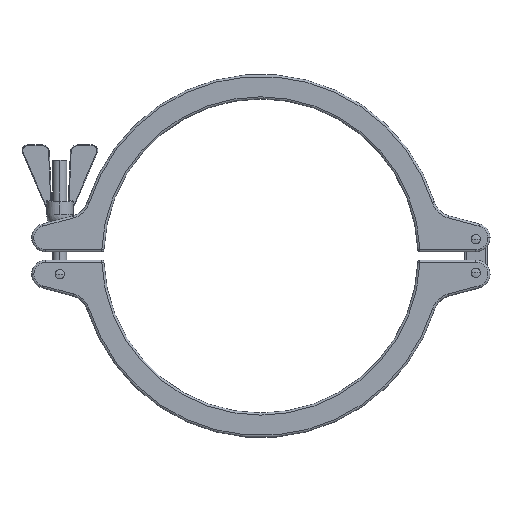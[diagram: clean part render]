
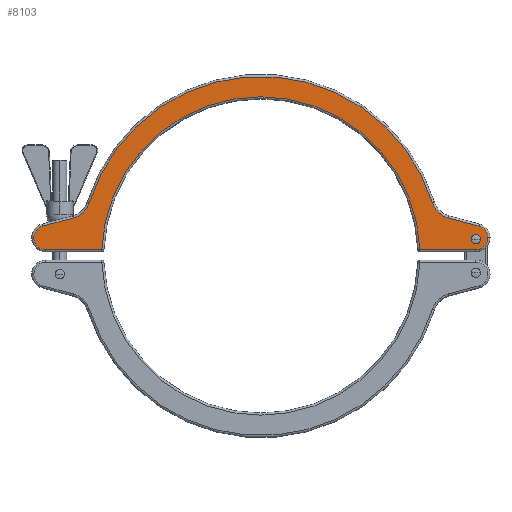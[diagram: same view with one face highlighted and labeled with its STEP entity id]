
A CAD part, top view. The second image highlights one B-rep face of the part: STEP entity #8103.
In plain terms, the highlighted planar face has unit normal (0, 0, 1).
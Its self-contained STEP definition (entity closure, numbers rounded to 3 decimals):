
#73 = CIRCLE ( 'NONE', #15014, 16.5 ) ;
#93 = CARTESIAN_POINT ( 'NONE',  ( -111.71, 4.5, 12. ) ) ;
#223 = VERTEX_POINT ( 'NONE', #11451 ) ;
#312 = ORIENTED_EDGE ( 'NONE', *, *, #2614, .T. ) ;
#479 = ORIENTED_EDGE ( 'NONE', *, *, #12151, .T. ) ;
#738 = EDGE_CURVE ( 'NONE', #6119, #15458, #15502, .T. ) ;
#986 = ORIENTED_EDGE ( 'NONE', *, *, #9450, .T. ) ;
#1294 = ORIENTED_EDGE ( 'NONE', *, *, #11265, .T. ) ;
#1382 = ORIENTED_EDGE ( 'NONE', *, *, #5437, .T. ) ;
#1578 = LINE ( 'NONE', #9925, #2519 ) ;
#1965 = CIRCLE ( 'NONE', #2217, 113.25 ) ;
#2217 = AXIS2_PLACEMENT_3D ( 'NONE', #9329, #10784, #9491 ) ;
#2519 = VECTOR ( 'NONE', #7420, 1000. ) ;
#2595 = VERTEX_POINT ( 'NONE', #15065 ) ;
#2614 = EDGE_CURVE ( 'NONE', #6478, #4031, #73, .T. ) ;
#2636 = AXIS2_PLACEMENT_3D ( 'NONE', #9769, #8373, #5979 ) ;
#2762 = DIRECTION ( 'NONE',  ( 0., 0., -1. ) ) ;
#2879 = ORIENTED_EDGE ( 'NONE', *, *, #6404, .T. ) ;
#2887 = CARTESIAN_POINT ( 'NONE',  ( 113.161, 4.5, 12. ) ) ;
#2937 = CARTESIAN_POINT ( 'NONE',  ( 156.3, 12., 12. ) ) ;
#2941 = EDGE_CURVE ( 'NONE', #15136, #3586, #7177, .T. ) ;
#3188 = DIRECTION ( 'NONE',  ( 1., 0., 0. ) ) ;
#3277 = AXIS2_PLACEMENT_3D ( 'NONE', #10605, #5609, #3188 ) ;
#3295 = CARTESIAN_POINT ( 'NONE',  ( -153., 4.5, 12. ) ) ;
#3422 = VECTOR ( 'NONE', #12889, 1000. ) ;
#3478 = PLANE ( 'NONE',  #2636 ) ;
#3586 = VERTEX_POINT ( 'NONE', #14127 ) ;
#3594 = DIRECTION ( 'NONE',  ( 0., 0., 1. ) ) ;
#3944 = AXIS2_PLACEMENT_3D ( 'NONE', #4998, #12316, #14491 ) ;
#4031 = VERTEX_POINT ( 'NONE', #6197 ) ;
#4211 = AXIS2_PLACEMENT_3D ( 'NONE', #10822, #13306, #14357 ) ;
#4306 = AXIS2_PLACEMENT_3D ( 'NONE', #4807, #3594, #8487 ) ;
#4438 = ORIENTED_EDGE ( 'NONE', *, *, #738, .F. ) ;
#4489 = CARTESIAN_POINT ( 'NONE',  ( -153., 13., 12. ) ) ;
#4777 = CARTESIAN_POINT ( 'NONE',  ( 153., 4.5, 12. ) ) ;
#4807 = CARTESIAN_POINT ( 'NONE',  ( 153., 12., 12. ) ) ;
#4855 = FACE_OUTER_BOUND ( 'NONE', #10244, .T. ) ;
#4998 = CARTESIAN_POINT ( 'NONE',  ( 153., 13., 12. ) ) ;
#5135 = DIRECTION ( 'NONE',  ( 1., 0., 0. ) ) ;
#5208 = LINE ( 'NONE', #93, #10831 ) ;
#5331 = CARTESIAN_POINT ( 'NONE',  ( 133.427, 27.044, 12. ) ) ;
#5437 = EDGE_CURVE ( 'NONE', #14316, #2595, #5208, .T. ) ;
#5609 = DIRECTION ( 'NONE',  ( 0., 0., 1. ) ) ;
#5979 = DIRECTION ( 'NONE',  ( 1., 0., 0. ) ) ;
#6119 = VERTEX_POINT ( 'NONE', #2937 ) ;
#6197 = CARTESIAN_POINT ( 'NONE',  ( -133.427, 27.044, 12. ) ) ;
#6224 = CIRCLE ( 'NONE', #8010, 16.5 ) ;
#6282 = ORIENTED_EDGE ( 'NONE', *, *, #9520, .T. ) ;
#6404 = EDGE_CURVE ( 'NONE', #9328, #12642, #6224, .T. ) ;
#6478 = VERTEX_POINT ( 'NONE', #14125 ) ;
#6703 = ORIENTED_EDGE ( 'NONE', *, *, #2941, .T. ) ;
#6867 = VECTOR ( 'NONE', #10584, 1000. ) ;
#7177 = CIRCLE ( 'NONE', #14372, 8.5 ) ;
#7420 = DIRECTION ( 'NONE',  ( -0.966, -0.259, 0. ) ) ;
#7666 = DIRECTION ( 'NONE',  ( 1., 0., 0. ) ) ;
#7818 = DIRECTION ( 'NONE',  ( 0., 0., -1. ) ) ;
#7993 = VERTEX_POINT ( 'NONE', #4777 ) ;
#8010 = AXIS2_PLACEMENT_3D ( 'NONE', #11401, #2762, #11320 ) ;
#8103 = ADVANCED_FACE ( 'NONE', ( #4855, #14344 ), #3478, .T. ) ;
#8307 = VERTEX_POINT ( 'NONE', #2887 ) ;
#8373 = DIRECTION ( 'NONE',  ( 0., 0., 1. ) ) ;
#8487 = DIRECTION ( 'NONE',  ( 1., 0., 0. ) ) ;
#8679 = CIRCLE ( 'NONE', #15367, 8.5 ) ;
#9015 = DIRECTION ( 'NONE',  ( 1., 0., 0. ) ) ;
#9039 = CARTESIAN_POINT ( 'NONE',  ( -137.697, 42.982, 12. ) ) ;
#9305 = DIRECTION ( 'NONE',  ( 1., 0., 0. ) ) ;
#9328 = VERTEX_POINT ( 'NONE', #5331 ) ;
#9329 = CARTESIAN_POINT ( 'NONE',  ( 0., 0., 12. ) ) ;
#9387 = DIRECTION ( 'NONE',  ( 0., 0., 1. ) ) ;
#9450 = EDGE_CURVE ( 'NONE', #8307, #7993, #13050, .T. ) ;
#9491 = DIRECTION ( 'NONE',  ( 1., 0., 0. ) ) ;
#9520 = EDGE_CURVE ( 'NONE', #7993, #15136, #11906, .T. ) ;
#9769 = CARTESIAN_POINT ( 'NONE',  ( 0., 0., 12. ) ) ;
#9925 = CARTESIAN_POINT ( 'NONE',  ( -155.2, 21.21, 12. ) ) ;
#10244 = EDGE_LOOP ( 'NONE', ( #1382, #12477, #986, #6282, #6703, #1294, #2879, #15581, #312, #11192, #479 ) ) ;
#10584 = DIRECTION ( 'NONE',  ( -0.966, 0.259, 0. ) ) ;
#10605 = CARTESIAN_POINT ( 'NONE',  ( 0., 0., 12. ) ) ;
#10784 = DIRECTION ( 'NONE',  ( 0., 0., -1. ) ) ;
#10822 = CARTESIAN_POINT ( 'NONE',  ( 153., 12., 12. ) ) ;
#10831 = VECTOR ( 'NONE', #5135, 1000. ) ;
#11091 = EDGE_CURVE ( 'NONE', #15458, #6119, #14051, .T. ) ;
#11107 = CARTESIAN_POINT ( 'NONE',  ( 149.7, 12., 12. ) ) ;
#11192 = ORIENTED_EDGE ( 'NONE', *, *, #13067, .T. ) ;
#11265 = EDGE_CURVE ( 'NONE', #3586, #9328, #13288, .T. ) ;
#11320 = DIRECTION ( 'NONE',  ( 1., 0., 0. ) ) ;
#11356 = DIRECTION ( 'NONE',  ( 0., 0., 1. ) ) ;
#11401 = CARTESIAN_POINT ( 'NONE',  ( 137.697, 42.982, 12. ) ) ;
#11451 = CARTESIAN_POINT ( 'NONE',  ( -155.2, 21.21, 12. ) ) ;
#11503 = EDGE_CURVE ( 'NONE', #2595, #8307, #1965, .T. ) ;
#11794 = CARTESIAN_POINT ( 'NONE',  ( 133.427, 27.044, 12. ) ) ;
#11806 = EDGE_CURVE ( 'NONE', #12642, #6478, #15352, .T. ) ;
#11906 = CIRCLE ( 'NONE', #3944, 8.5 ) ;
#12151 = EDGE_CURVE ( 'NONE', #223, #14316, #8679, .T. ) ;
#12316 = DIRECTION ( 'NONE',  ( 0., 0., 1. ) ) ;
#12477 = ORIENTED_EDGE ( 'NONE', *, *, #11503, .T. ) ;
#12642 = VERTEX_POINT ( 'NONE', #14991 ) ;
#12654 = CARTESIAN_POINT ( 'NONE',  ( 161.5, 13., 12. ) ) ;
#12716 = CARTESIAN_POINT ( 'NONE',  ( 153., 13., 12. ) ) ;
#12889 = DIRECTION ( 'NONE',  ( 1., 0., 0. ) ) ;
#13050 = LINE ( 'NONE', #14094, #3422 ) ;
#13067 = EDGE_CURVE ( 'NONE', #4031, #223, #1578, .T. ) ;
#13210 = ORIENTED_EDGE ( 'NONE', *, *, #11091, .F. ) ;
#13288 = LINE ( 'NONE', #11794, #6867 ) ;
#13306 = DIRECTION ( 'NONE',  ( 0., 0., 1. ) ) ;
#14051 = CIRCLE ( 'NONE', #4306, 3.3 ) ;
#14094 = CARTESIAN_POINT ( 'NONE',  ( 153., 4.5, 12. ) ) ;
#14125 = CARTESIAN_POINT ( 'NONE',  ( -121.947, 38.066, 12. ) ) ;
#14127 = CARTESIAN_POINT ( 'NONE',  ( 155.2, 21.21, 12. ) ) ;
#14316 = VERTEX_POINT ( 'NONE', #3295 ) ;
#14344 = FACE_BOUND ( 'NONE', #15873, .T. ) ;
#14357 = DIRECTION ( 'NONE',  ( 1., 0., 0. ) ) ;
#14372 = AXIS2_PLACEMENT_3D ( 'NONE', #12716, #11356, #9015 ) ;
#14491 = DIRECTION ( 'NONE',  ( 1., 0., 0. ) ) ;
#14991 = CARTESIAN_POINT ( 'NONE',  ( 121.947, 38.066, 12. ) ) ;
#15014 = AXIS2_PLACEMENT_3D ( 'NONE', #9039, #7818, #7666 ) ;
#15065 = CARTESIAN_POINT ( 'NONE',  ( -113.161, 4.5, 12. ) ) ;
#15136 = VERTEX_POINT ( 'NONE', #12654 ) ;
#15352 = CIRCLE ( 'NONE', #3277, 127.75 ) ;
#15367 = AXIS2_PLACEMENT_3D ( 'NONE', #4489, #9387, #9305 ) ;
#15458 = VERTEX_POINT ( 'NONE', #11107 ) ;
#15502 = CIRCLE ( 'NONE', #4211, 3.3 ) ;
#15581 = ORIENTED_EDGE ( 'NONE', *, *, #11806, .T. ) ;
#15873 = EDGE_LOOP ( 'NONE', ( #13210, #4438 ) ) ;
